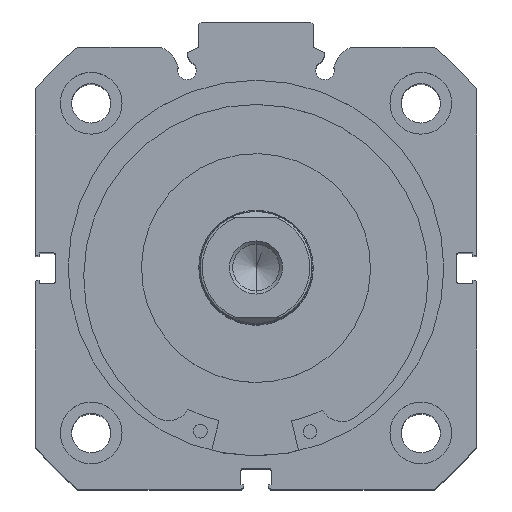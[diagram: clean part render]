
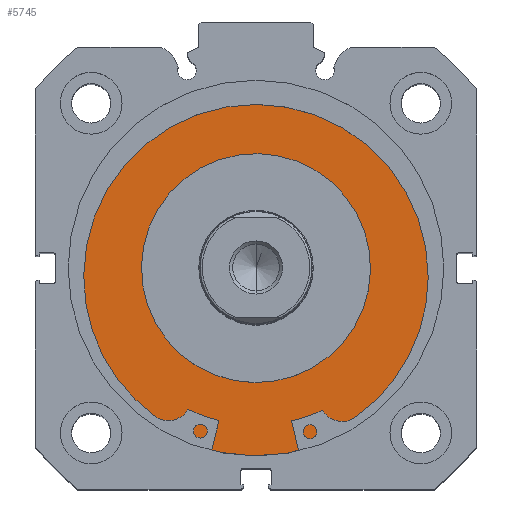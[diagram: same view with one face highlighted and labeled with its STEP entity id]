
A CAD part, top view. The second image highlights one B-rep face of the part: STEP entity #5745.
In plain terms, the highlighted face is planar.
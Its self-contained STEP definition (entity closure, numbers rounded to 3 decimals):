
#2281 = AXIS2_PLACEMENT_3D ( 'NONE', #3290, #3292, #3293 ) ;
#2386 = AXIS2_PLACEMENT_3D ( 'NONE', #3739, #3740, #3741 ) ;
#2394 = AXIS2_PLACEMENT_3D ( 'NONE', #3729, #3737, #3738 ) ;
#2397 = AXIS2_PLACEMENT_3D ( 'NONE', #3762, #3763, #3764 ) ;
#2399 = AXIS2_PLACEMENT_3D ( 'NONE', #3753, #3758, #3759 ) ;
#3246 = CARTESIAN_POINT ( 'NONE',  ( 4., 0., -41. ) ) ;
#3253 = CARTESIAN_POINT ( 'NONE',  ( 4., 0., 41. ) ) ;
#3256 = CARTESIAN_POINT ( 'NONE',  ( 4., 0., -25. ) ) ;
#3264 = CARTESIAN_POINT ( 'NONE',  ( 4., 0., 25. ) ) ;
#3290 = CARTESIAN_POINT ( 'NONE',  ( 4., 41., 0. ) ) ;
#3291 = PLANE ( 'NONE',  #2281 ) ;
#3292 = DIRECTION ( 'NONE',  ( 1., 0., 0. ) ) ;
#3293 = DIRECTION ( 'NONE',  ( 0., 0., -1. ) ) ;
#3729 = CARTESIAN_POINT ( 'NONE',  ( 4., 0., 0. ) ) ;
#3737 = DIRECTION ( 'NONE',  ( -1., 0., 0. ) ) ;
#3738 = DIRECTION ( 'NONE',  ( 0., 0., 1. ) ) ;
#3739 = CARTESIAN_POINT ( 'NONE',  ( 4., 0., 0. ) ) ;
#3740 = DIRECTION ( 'NONE',  ( -1., 0., 0. ) ) ;
#3741 = DIRECTION ( 'NONE',  ( 0., 0., 1. ) ) ;
#3753 = CARTESIAN_POINT ( 'NONE',  ( 4., 0., 0. ) ) ;
#3758 = DIRECTION ( 'NONE',  ( -1., 0., 0. ) ) ;
#3759 = DIRECTION ( 'NONE',  ( 0., 0., 1. ) ) ;
#3762 = CARTESIAN_POINT ( 'NONE',  ( 4., 0., 0. ) ) ;
#3763 = DIRECTION ( 'NONE',  ( -1., 0., 0. ) ) ;
#3764 = DIRECTION ( 'NONE',  ( 0., 0., 1. ) ) ;
#3909 = FACE_BOUND ( 'NONE', #6167, .T. ) ;
#3914 = FACE_OUTER_BOUND ( 'NONE', #6180, .T. ) ;
#4141 = CIRCLE ( 'NONE', #2394, 41. ) ;
#4143 = CIRCLE ( 'NONE', #2386, 25. ) ;
#4154 = CIRCLE ( 'NONE', #2399, 25. ) ;
#4156 = CIRCLE ( 'NONE', #2397, 41. ) ;
#5461 = VERTEX_POINT ( 'NONE', #3246 ) ;
#5468 = VERTEX_POINT ( 'NONE', #3253 ) ;
#5471 = VERTEX_POINT ( 'NONE', #3256 ) ;
#5479 = VERTEX_POINT ( 'NONE', #3264 ) ;
#5699 = ORIENTED_EDGE ( 'NONE', *, *, #6987, .F. ) ;
#5700 = ORIENTED_EDGE ( 'NONE', *, *, #6980, .F. ) ;
#5703 = ORIENTED_EDGE ( 'NONE', *, *, #6989, .T. ) ;
#5705 = ORIENTED_EDGE ( 'NONE', *, *, #6979, .T. ) ;
#5745 = ADVANCED_FACE ( 'NONE', ( #3909, #3914 ), #3291, .F. ) ;
#6167 = EDGE_LOOP ( 'NONE', ( #5700, #5699 ) ) ;
#6180 = EDGE_LOOP ( 'NONE', ( #5705, #5703 ) ) ;
#6979 = EDGE_CURVE ( 'NONE', #5468, #5461, #4141, .T. ) ;
#6980 = EDGE_CURVE ( 'NONE', #5479, #5471, #4143, .T. ) ;
#6987 = EDGE_CURVE ( 'NONE', #5471, #5479, #4154, .T. ) ;
#6989 = EDGE_CURVE ( 'NONE', #5461, #5468, #4156, .T. ) ;
